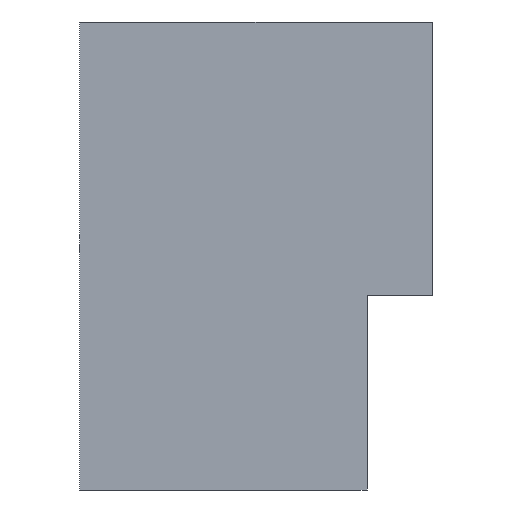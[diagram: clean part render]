
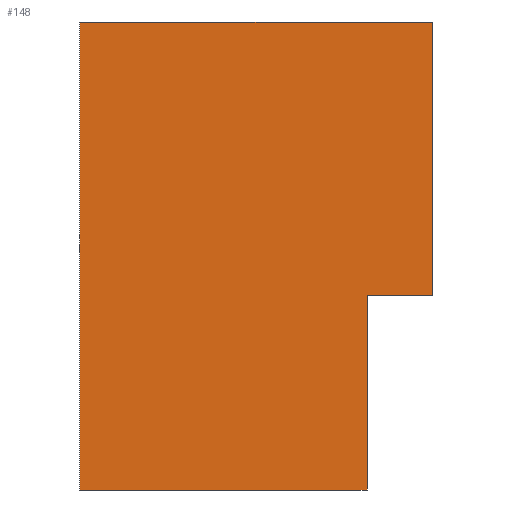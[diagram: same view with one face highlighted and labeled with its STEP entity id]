
A CAD part, front view. The second image highlights one B-rep face of the part: STEP entity #148.
In plain terms, the highlighted planar face has unit normal (0, -1, 0).
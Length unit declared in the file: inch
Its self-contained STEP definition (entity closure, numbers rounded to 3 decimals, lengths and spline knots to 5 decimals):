
#22=FACE_OUTER_BOUND('',#30,.T.);
#30=EDGE_LOOP('',(#127,#128,#129,#130,#131,#132));
#33=LINE('',#215,#51);
#36=LINE('',#221,#54);
#40=LINE('',#228,#58);
#43=LINE('',#234,#61);
#46=LINE('',#241,#64);
#48=LINE('',#244,#66);
#51=VECTOR('',#177,0.3937);
#54=VECTOR('',#182,0.3937);
#58=VECTOR('',#188,0.3937);
#61=VECTOR('',#193,0.3937);
#64=VECTOR('',#200,0.3937);
#66=VECTOR('',#204,0.3937);
#69=VERTEX_POINT('',#212);
#70=VERTEX_POINT('',#214);
#72=VERTEX_POINT('',#220);
#74=VERTEX_POINT('',#226);
#76=VERTEX_POINT('',#232);
#78=VERTEX_POINT('',#240);
#81=EDGE_CURVE('',#70,#69,#33,.T.);
#84=EDGE_CURVE('',#72,#70,#36,.T.);
#88=EDGE_CURVE('',#69,#74,#40,.T.);
#91=EDGE_CURVE('',#74,#76,#43,.T.);
#94=EDGE_CURVE('',#78,#72,#46,.T.);
#96=EDGE_CURVE('',#78,#76,#48,.T.);
#127=ORIENTED_EDGE('',*,*,#88,.T.);
#128=ORIENTED_EDGE('',*,*,#91,.T.);
#129=ORIENTED_EDGE('',*,*,#96,.F.);
#130=ORIENTED_EDGE('',*,*,#94,.T.);
#131=ORIENTED_EDGE('',*,*,#84,.T.);
#132=ORIENTED_EDGE('',*,*,#81,.T.);
#140=PLANE('',#170);
#148=ADVANCED_FACE('',(#22),#140,.F.);
#170=AXIS2_PLACEMENT_3D('',#245,#205,#206);
#177=DIRECTION('',(1.,0.,0.));
#182=DIRECTION('',(0.,0.,1.));
#188=DIRECTION('',(0.,0.,1.));
#193=DIRECTION('',(-1.,0.,0.));
#200=DIRECTION('',(1.,0.,0.));
#204=DIRECTION('',(0.,0.,1.));
#205=DIRECTION('center_axis',(0.,1.,0.));
#206=DIRECTION('ref_axis',(1.,0.,0.));
#212=CARTESIAN_POINT('',(23.1875,45.125,-658.0625));
#214=CARTESIAN_POINT('',(20.625,45.125,-658.0625));
#215=CARTESIAN_POINT('',(22.,45.125,-658.0625));
#220=CARTESIAN_POINT('',(20.625,45.125,-665.6875));
#221=CARTESIAN_POINT('',(20.625,45.125,-669.78125));
#226=CARTESIAN_POINT('',(23.1875,45.125,-647.375));
#228=CARTESIAN_POINT('',(23.1875,45.125,-661.96875));
#232=CARTESIAN_POINT('',(9.375,45.125,-647.375));
#234=CARTESIAN_POINT('',(37.375,45.125,-647.375));
#240=CARTESIAN_POINT('',(9.375,45.125,-665.6875));
#241=CARTESIAN_POINT('',(16.375,45.125,-665.6875));
#244=CARTESIAN_POINT('',(9.375,45.125,-684.375));
#245=CARTESIAN_POINT('Origin',(23.375,45.125,-665.875));
